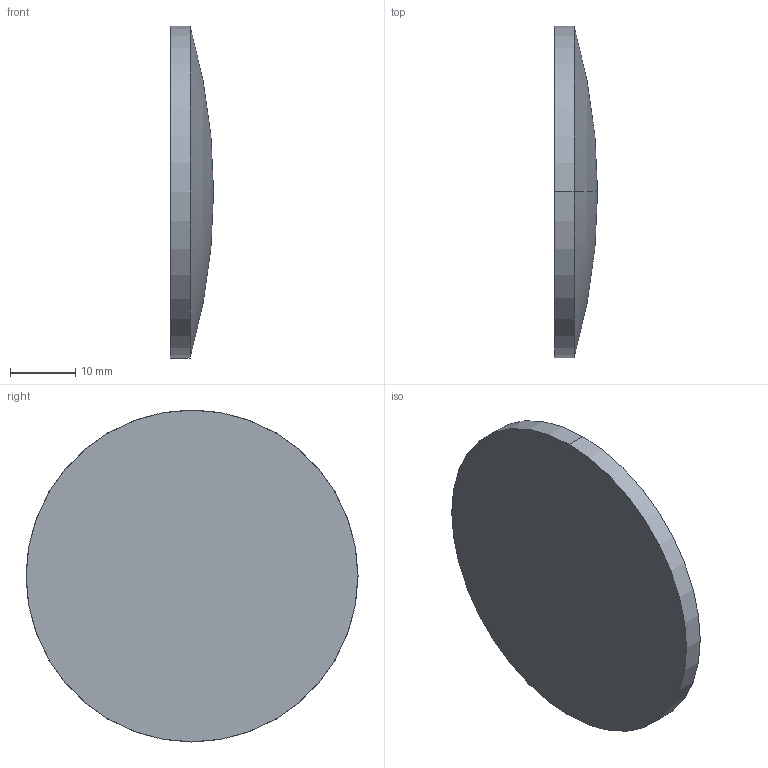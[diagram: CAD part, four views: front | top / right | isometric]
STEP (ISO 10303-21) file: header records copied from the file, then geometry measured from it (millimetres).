
FILE_DESCRIPTION (( 'STEP AP203' ), '1' );
FILE_NAME ('4296-E0W.STEP', '2019-12-05T17:51:25', ( '' ), ( '' ), 'SwSTEP 2.0', 'SolidWorks 2018', '' );
FILE_SCHEMA (( 'CONFIG_CONTROL_DESIGN' ));
Length unit declared in the file: millimetre
Products named in the file (1): 4296-E0W
Bounding box: 6.6 x 50.8 x 50.8 mm (x, y, z)
Volume: 9745 mm3; surface area: 4570.6 mm2
Topology: 1 solids, 1 shells, 7 faces, 14 edges, 7 vertices
Faces by surface type: cone 2, cylinder 2, torus 2, plane 1
Entity records: 247 total; most frequent: DIRECTION 36, CARTESIAN_POINT 27, ORIENTED_EDGE 24, AXIS2_PLACEMENT_3D 16, EDGE_CURVE 12, PERSON_AND_ORGANIZATION 8, CIRCLE 8, VERTEX_POINT 7
